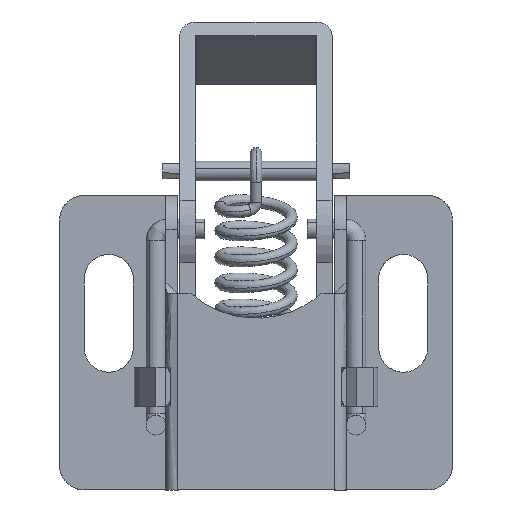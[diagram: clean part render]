
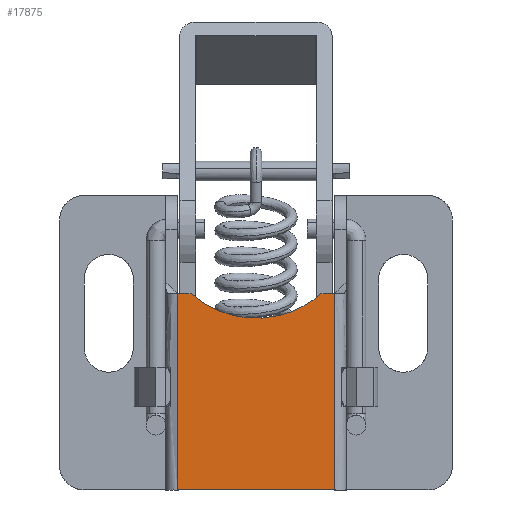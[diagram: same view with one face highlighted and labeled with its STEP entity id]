
A CAD part, front view. The second image highlights one B-rep face of the part: STEP entity #17875.
In plain terms, the highlighted free-form (B-spline) face has degree [1, 1] with [2, 2] control points.
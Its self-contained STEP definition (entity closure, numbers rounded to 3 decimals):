
#14517=CARTESIAN_POINT('',(8.386,-20.2,2.));
#14518=VERTEX_POINT('',#14517);
#14519=CARTESIAN_POINT('',(21.614,-20.2,2.0));
#14520=VERTEX_POINT('',#14519);
#14521=CARTESIAN_POINT('',(8.386,-20.2,2.));
#14522=CARTESIAN_POINT('',(15.,-20.2,-3.833));
#14523=CARTESIAN_POINT('',(21.614,-20.2,2.));
#14531=(BOUNDED_CURVE()B_SPLINE_CURVE(2,(#14521,#14522,#14523),.UNSPECIFIED.,.F.,.U.)CURVE()GEOMETRIC_REPRESENTATION_ITEM()QUASI_UNIFORM_CURVE()RATIONAL_B_SPLINE_CURVE((1.0,0.75,1.0))REPRESENTATION_ITEM(''));
#14532=EDGE_CURVE('',#14518,#14520,#14531,.T.);
#14569=CARTESIAN_POINT('',(23.,-20.2,2.0));
#14570=VERTEX_POINT('',#14569);
#14632=CARTESIAN_POINT('',(23.,-20.2,2.0));
#14633=CARTESIAN_POINT('',(21.614,-20.2,2.0));
#14634=QUASI_UNIFORM_CURVE('',1,(#14632,#14633),.UNSPECIFIED.,.F.,.U.);
#14635=EDGE_CURVE('',#14570,#14520,#14634,.T.);
#14690=CARTESIAN_POINT('',(7.,-20.2,2.0));
#14691=VERTEX_POINT('',#14690);
#14705=CARTESIAN_POINT('',(8.386,-20.2,2.));
#14706=CARTESIAN_POINT('',(7.,-20.2,2.0));
#14707=QUASI_UNIFORM_CURVE('',1,(#14705,#14706),.UNSPECIFIED.,.F.,.U.);
#14708=EDGE_CURVE('',#14518,#14691,#14707,.T.);
#16524=CARTESIAN_POINT('',(23.,-20.2,-18.0));
#16525=VERTEX_POINT('',#16524);
#16526=CARTESIAN_POINT('',(23.,-20.2,-18.0));
#16527=CARTESIAN_POINT('',(23.,-20.2,2.0));
#16528=QUASI_UNIFORM_CURVE('',1,(#16526,#16527),.UNSPECIFIED.,.F.,.U.);
#16529=EDGE_CURVE('',#16525,#14570,#16528,.T.);
#16581=CARTESIAN_POINT('',(7.,-20.2,-18.0));
#16582=VERTEX_POINT('',#16581);
#16596=CARTESIAN_POINT('',(7.,-20.2,2.0));
#16597=CARTESIAN_POINT('',(7.,-20.2,-18.0));
#16598=QUASI_UNIFORM_CURVE('',1,(#16596,#16597),.UNSPECIFIED.,.F.,.U.);
#16599=EDGE_CURVE('',#14691,#16582,#16598,.T.);
#17858=CARTESIAN_POINT('',(6.201,-20.2,2.999));
#17859=CARTESIAN_POINT('',(23.799,-20.2,2.999));
#17860=CARTESIAN_POINT('',(6.201,-20.2,-18.999));
#17861=CARTESIAN_POINT('',(23.799,-20.2,-18.999));
#17862=B_SPLINE_SURFACE_WITH_KNOTS('',1,1,((#17858,#17860),(#17859,#17861)),.UNSPECIFIED.,.F.,.F.,.U.,(2,2),(2,2),(0.0,17.598),(0.0,21.998),.UNSPECIFIED.);
#17863=CARTESIAN_POINT('',(7.,-20.2,-18.0));
#17864=CARTESIAN_POINT('',(23.,-20.2,-18.0));
#17865=QUASI_UNIFORM_CURVE('',1,(#17863,#17864),.UNSPECIFIED.,.F.,.U.);
#17866=EDGE_CURVE('',#16582,#16525,#17865,.T.);
#17867=ORIENTED_EDGE('',*,*,#17866,.T.);
#17868=ORIENTED_EDGE('',*,*,#16529,.T.);
#17869=ORIENTED_EDGE('',*,*,#14635,.T.);
#17870=ORIENTED_EDGE('',*,*,#14532,.F.);
#17871=ORIENTED_EDGE('',*,*,#14708,.T.);
#17872=ORIENTED_EDGE('',*,*,#16599,.T.);
#17873=EDGE_LOOP('',(#17867,#17868,#17869,#17870,#17871,#17872));
#17874=FACE_OUTER_BOUND('',#17873,.T.);
#17875=ADVANCED_FACE('',(#17874),#17862,.F.);
